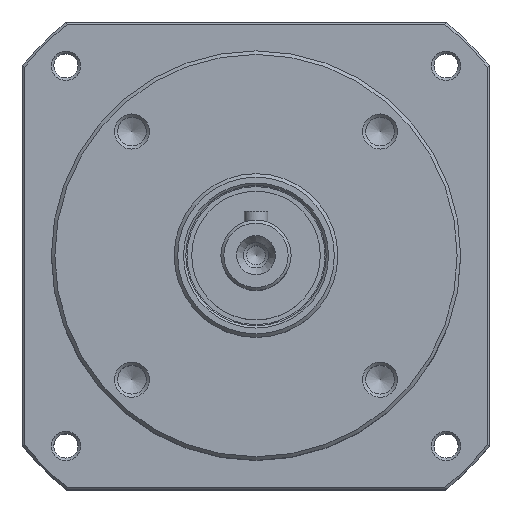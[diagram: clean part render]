
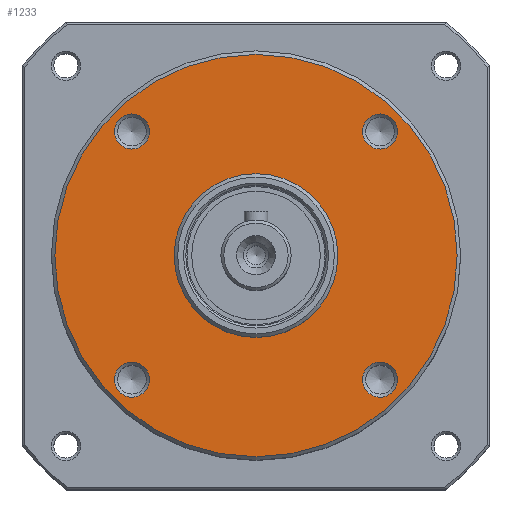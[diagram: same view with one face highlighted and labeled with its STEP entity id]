
A CAD part, top view. The second image highlights one B-rep face of the part: STEP entity #1233.
In plain terms, the highlighted face is planar.
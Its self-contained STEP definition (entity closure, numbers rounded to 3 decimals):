
#40=PLANE('',#1384);
#209=CIRCLE('',#1383,34.4);
#210=CIRCLE('',#1385,14.);
#211=CIRCLE('',#1386,3.);
#212=CIRCLE('',#1387,3.);
#213=CIRCLE('',#1388,3.);
#214=CIRCLE('',#1389,3.);
#344=ORIENTED_EDGE('',*,*,#622,.F.);
#345=ORIENTED_EDGE('',*,*,#623,.F.);
#346=ORIENTED_EDGE('',*,*,#624,.F.);
#347=ORIENTED_EDGE('',*,*,#625,.F.);
#348=ORIENTED_EDGE('',*,*,#626,.F.);
#349=ORIENTED_EDGE('',*,*,#621,.T.);
#621=EDGE_CURVE('',#753,#753,#209,.T.);
#622=EDGE_CURVE('',#754,#754,#210,.T.);
#623=EDGE_CURVE('',#755,#755,#211,.T.);
#624=EDGE_CURVE('',#756,#756,#212,.T.);
#625=EDGE_CURVE('',#757,#757,#213,.T.);
#626=EDGE_CURVE('',#758,#758,#214,.T.);
#753=VERTEX_POINT('',#2098);
#754=VERTEX_POINT('',#2101);
#755=VERTEX_POINT('',#2103);
#756=VERTEX_POINT('',#2105);
#757=VERTEX_POINT('',#2107);
#758=VERTEX_POINT('',#2109);
#879=EDGE_LOOP('',(#344));
#880=EDGE_LOOP('',(#345));
#881=EDGE_LOOP('',(#346));
#882=EDGE_LOOP('',(#347));
#883=EDGE_LOOP('',(#348));
#884=EDGE_LOOP('',(#349));
#1043=FACE_BOUND('',#879,.T.);
#1044=FACE_BOUND('',#880,.T.);
#1045=FACE_BOUND('',#881,.T.);
#1046=FACE_BOUND('',#882,.T.);
#1047=FACE_BOUND('',#883,.T.);
#1048=FACE_BOUND('',#884,.T.);
#1233=ADVANCED_FACE('',(#1043,#1044,#1045,#1046,#1047,#1048),#40,.F.);
#1383=AXIS2_PLACEMENT_3D('',#2097,#1626,#1627);
#1384=AXIS2_PLACEMENT_3D('',#2099,#1628,#1629);
#1385=AXIS2_PLACEMENT_3D('',#2100,#1630,#1631);
#1386=AXIS2_PLACEMENT_3D('',#2102,#1632,#1633);
#1387=AXIS2_PLACEMENT_3D('',#2104,#1634,#1635);
#1388=AXIS2_PLACEMENT_3D('',#2106,#1636,#1637);
#1389=AXIS2_PLACEMENT_3D('',#2108,#1638,#1639);
#1626=DIRECTION('',(1.,0.,0.));
#1627=DIRECTION('',(0.,0.,-1.));
#1628=DIRECTION('',(-1.,0.,0.));
#1629=DIRECTION('',(0.,0.,1.));
#1630=DIRECTION('',(1.,0.,0.));
#1631=DIRECTION('',(0.,0.,-1.));
#1632=DIRECTION('',(1.,0.,0.));
#1633=DIRECTION('',(0.,0.,-1.));
#1634=DIRECTION('',(1.,0.,0.));
#1635=DIRECTION('',(0.,0.,-1.));
#1636=DIRECTION('',(1.,0.,0.));
#1637=DIRECTION('',(0.,0.,-1.));
#1638=DIRECTION('',(1.,0.,0.));
#1639=DIRECTION('',(0.,0.,-1.));
#2097=CARTESIAN_POINT('',(49.,0.,0.));
#2098=CARTESIAN_POINT('',(49.,0.,-34.4));
#2099=CARTESIAN_POINT('',(49.,34.4,0.));
#2100=CARTESIAN_POINT('',(49.,0.,0.));
#2101=CARTESIAN_POINT('',(49.,0.,-14.));
#2102=CARTESIAN_POINT('',(49.,-21.213,21.213));
#2103=CARTESIAN_POINT('',(49.,-21.213,18.213));
#2104=CARTESIAN_POINT('',(49.,21.213,-21.213));
#2105=CARTESIAN_POINT('',(49.,21.213,-24.213));
#2106=CARTESIAN_POINT('',(49.,-21.213,-21.213));
#2107=CARTESIAN_POINT('',(49.,-21.213,-24.213));
#2108=CARTESIAN_POINT('',(49.,21.213,21.213));
#2109=CARTESIAN_POINT('',(49.,21.213,18.213));
